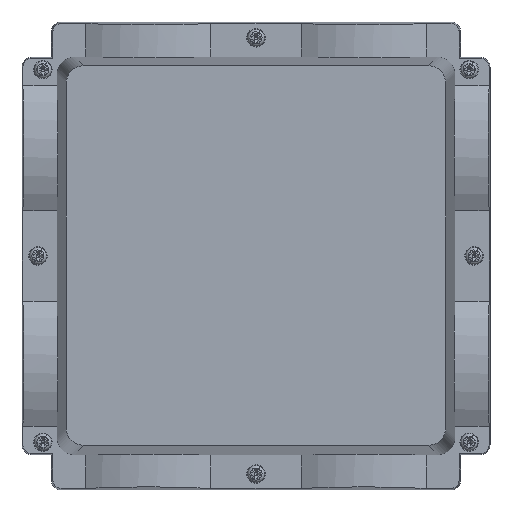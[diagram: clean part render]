
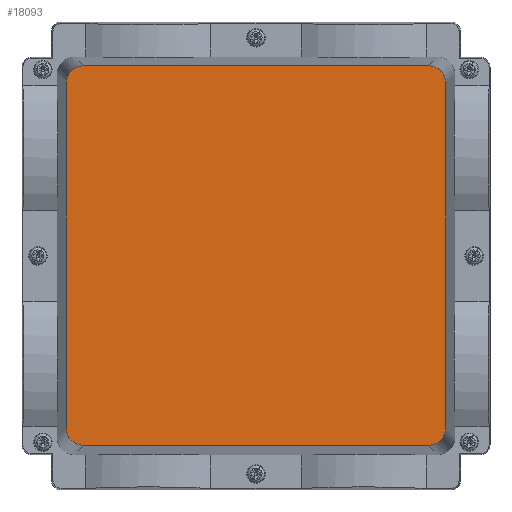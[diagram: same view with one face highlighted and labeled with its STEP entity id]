
A CAD part, top view. The second image highlights one B-rep face of the part: STEP entity #18093.
In plain terms, the highlighted planar face has unit normal (0, 0, 1).
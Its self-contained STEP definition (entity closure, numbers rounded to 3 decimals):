
#18064=AXIS2_PLACEMENT_3D('Plane Axis2P3D',#18061,#18062,#18063) ;
#17714=CARTESIAN_POINT('Control Point',(165.931,172.927,125.)) ;
#17715=CARTESIAN_POINT('Control Point',(168.129,172.927,125.)) ;
#17716=CARTESIAN_POINT('Control Point',(170.329,172.068,125.)) ;
#17717=CARTESIAN_POINT('Control Point',(172.068,170.329,125.)) ;
#17718=CARTESIAN_POINT('Control Point',(172.927,168.129,125.)) ;
#17719=CARTESIAN_POINT('Control Point',(172.927,165.931,125.)) ;
#17720=CARTESIAN_POINT('Vertex',(165.931,172.927,125.)) ;
#17722=CARTESIAN_POINT('Vertex',(172.927,165.931,125.)) ;
#17801=CARTESIAN_POINT('Vertex',(25.069,172.927,125.)) ;
#17804=CARTESIAN_POINT('Line Origine',(95.5,172.927,125.)) ;
#17830=CARTESIAN_POINT('Vertex',(18.073,165.931,125.)) ;
#17834=CARTESIAN_POINT('Control Point',(25.069,172.927,125.)) ;
#17835=CARTESIAN_POINT('Control Point',(22.871,172.927,125.)) ;
#17836=CARTESIAN_POINT('Control Point',(20.671,172.068,125.)) ;
#17837=CARTESIAN_POINT('Control Point',(18.932,170.329,125.)) ;
#17838=CARTESIAN_POINT('Control Point',(18.073,168.129,125.)) ;
#17839=CARTESIAN_POINT('Control Point',(18.073,165.931,125.)) ;
#17907=CARTESIAN_POINT('Vertex',(172.927,25.069,125.)) ;
#17910=CARTESIAN_POINT('Line Origine',(172.927,95.5,125.)) ;
#17933=CARTESIAN_POINT('Control Point',(165.931,18.073,125.)) ;
#17934=CARTESIAN_POINT('Control Point',(168.129,18.073,125.)) ;
#17935=CARTESIAN_POINT('Control Point',(170.329,18.932,125.)) ;
#17936=CARTESIAN_POINT('Control Point',(172.068,20.671,125.)) ;
#17937=CARTESIAN_POINT('Control Point',(172.927,22.871,125.)) ;
#17938=CARTESIAN_POINT('Control Point',(172.927,25.069,125.)) ;
#17939=CARTESIAN_POINT('Vertex',(165.931,18.073,125.)) ;
#18010=CARTESIAN_POINT('Line Origine',(18.073,95.5,125.)) ;
#18014=CARTESIAN_POINT('Vertex',(18.073,25.069,125.)) ;
#18038=CARTESIAN_POINT('Line Origine',(95.5,18.073,125.)) ;
#18042=CARTESIAN_POINT('Vertex',(25.069,18.073,125.)) ;
#18061=CARTESIAN_POINT('Axis2P3D Location',(95.5,95.5,125.)) ;
#18067=CARTESIAN_POINT('Control Point',(25.069,18.073,125.)) ;
#18068=CARTESIAN_POINT('Control Point',(24.407,18.073,125.)) ;
#18069=CARTESIAN_POINT('Control Point',(23.744,18.151,125.)) ;
#18070=CARTESIAN_POINT('Control Point',(23.094,18.308,125.)) ;
#18071=CARTESIAN_POINT('Control Point',(21.843,18.772,125.)) ;
#18072=CARTESIAN_POINT('Control Point',(20.736,19.515,125.)) ;
#18073=CARTESIAN_POINT('Control Point',(20.228,19.952,125.)) ;
#18074=CARTESIAN_POINT('Control Point',(19.327,20.936,125.)) ;
#18075=CARTESIAN_POINT('Control Point',(18.68,22.103,125.)) ;
#18076=CARTESIAN_POINT('Control Point',(18.427,22.723,125.)) ;
#18077=CARTESIAN_POINT('Control Point',(18.195,23.571,125.)) ;
#18078=CARTESIAN_POINT('Control Point',(18.097,24.439,125.)) ;
#18079=CARTESIAN_POINT('Control Point',(18.081,24.648,125.)) ;
#18080=CARTESIAN_POINT('Control Point',(18.073,24.859,125.)) ;
#18081=CARTESIAN_POINT('Control Point',(18.073,25.069,125.)) ;
#17805=DIRECTION('Vector Direction',(-1.,0.,0.)) ;
#17911=DIRECTION('Vector Direction',(0.,1.,0.)) ;
#18011=DIRECTION('Vector Direction',(0.,1.,0.)) ;
#18039=DIRECTION('Vector Direction',(-1.,0.,0.)) ;
#18062=DIRECTION('Axis2P3D Direction',(0.,0.,1.)) ;
#18063=DIRECTION('Axis2P3D XDirection',(1.,0.,0.)) ;
#17806=VECTOR('Line Direction',#17805,1.) ;
#17912=VECTOR('Line Direction',#17911,1.) ;
#18012=VECTOR('Line Direction',#18011,1.) ;
#18040=VECTOR('Line Direction',#18039,1.) ;
#18084=ORIENTED_EDGE('',*,*,#18044,.T.) ;
#18085=ORIENTED_EDGE('',*,*,#17941,.F.) ;
#18086=ORIENTED_EDGE('',*,*,#17914,.T.) ;
#18087=ORIENTED_EDGE('',*,*,#17724,.F.) ;
#18088=ORIENTED_EDGE('',*,*,#17808,.T.) ;
#18089=ORIENTED_EDGE('',*,*,#17840,.F.) ;
#18090=ORIENTED_EDGE('',*,*,#18016,.T.) ;
#18091=ORIENTED_EDGE('',*,*,#18082,.F.) ;
#18093=ADVANCED_FACE('Hauptk\X2\00F6\X0\rper',(#18092),#18065,.T.) ;
#17713=B_SPLINE_CURVE_WITH_KNOTS('',5,(#17714,#17715,#17716,#17717,#17718,#17719),.UNSPECIFIED.,.F.,.U.,(6,6),(0.,15.541),.UNSPECIFIED.) ;
#17833=B_SPLINE_CURVE_WITH_KNOTS('',5,(#17834,#17835,#17836,#17837,#17838,#17839),.UNSPECIFIED.,.F.,.U.,(6,6),(0.,15.541),.UNSPECIFIED.) ;
#17932=B_SPLINE_CURVE_WITH_KNOTS('',5,(#17933,#17934,#17935,#17936,#17937,#17938),.UNSPECIFIED.,.F.,.U.,(6,6),(0.,15.541),.UNSPECIFIED.) ;
#18066=B_SPLINE_CURVE_WITH_KNOTS('',5,(#18067,#18068,#18069,#18070,#18071,#18072,#18073,#18074,#18075,#18076,#18077,#18078,#18079,#18080,#18081),.UNSPECIFIED.,.F.,.U.,(6,3,3,3,6),(0.,4.683,9.369,14.055,15.541),.UNSPECIFIED.) ;
#17724=EDGE_CURVE('',#17721,#17723,#17713,.T.) ;
#17808=EDGE_CURVE('',#17721,#17802,#17807,.T.) ;
#17840=EDGE_CURVE('',#17831,#17802,#17833,.F.) ;
#17914=EDGE_CURVE('',#17908,#17723,#17913,.T.) ;
#17941=EDGE_CURVE('',#17908,#17940,#17932,.F.) ;
#18016=EDGE_CURVE('',#17831,#18015,#18013,.F.) ;
#18044=EDGE_CURVE('',#18043,#17940,#18041,.F.) ;
#18082=EDGE_CURVE('',#18043,#18015,#18066,.T.) ;
#18083=EDGE_LOOP('',(#18084,#18085,#18086,#18087,#18088,#18089,#18090,#18091)) ;
#18092=FACE_OUTER_BOUND('',#18083,.T.) ;
#17807=LINE('Line',#17804,#17806) ;
#17913=LINE('Line',#17910,#17912) ;
#18013=LINE('Line',#18010,#18012) ;
#18041=LINE('Line',#18038,#18040) ;
#18065=PLANE('',#18064) ;
#17721=VERTEX_POINT('',#17720) ;
#17723=VERTEX_POINT('',#17722) ;
#17802=VERTEX_POINT('',#17801) ;
#17831=VERTEX_POINT('',#17830) ;
#17908=VERTEX_POINT('',#17907) ;
#17940=VERTEX_POINT('',#17939) ;
#18015=VERTEX_POINT('',#18014) ;
#18043=VERTEX_POINT('',#18042) ;
